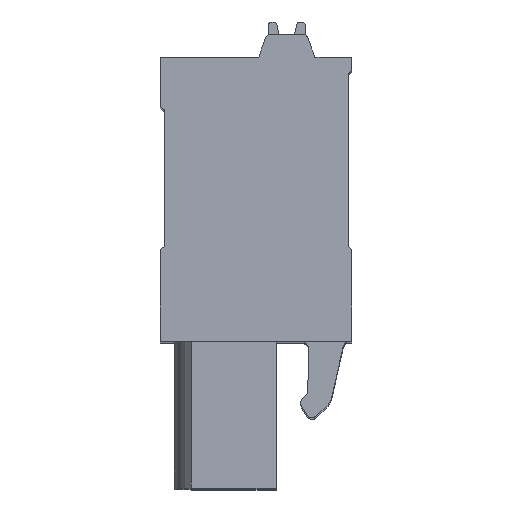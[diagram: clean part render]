
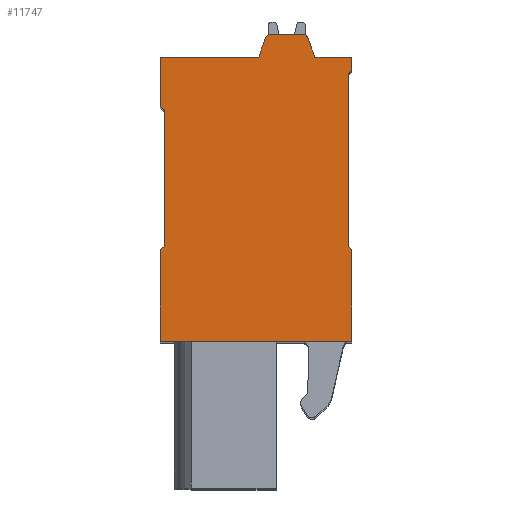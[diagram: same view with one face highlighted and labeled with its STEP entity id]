
A CAD part, top view. The second image highlights one B-rep face of the part: STEP entity #11747.
In plain terms, the highlighted planar face has unit normal (0, 0, 1).
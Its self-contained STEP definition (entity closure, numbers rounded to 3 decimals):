
#79=DIRECTION('',(1.,0.,0.));
#80=VECTOR('',#79,10.9);
#81=CARTESIAN_POINT('',(2.897,12.335,2.5));
#82=LINE('',#81,#80);
#1538=DIRECTION('',(0.,-1.,0.));
#1539=VECTOR('',#1538,5.2);
#1540=CARTESIAN_POINT('',(2.897,17.535,2.5));
#1541=LINE('',#1540,#1539);
#1542=DIRECTION('',(-0.781,-0.625,0.));
#1543=VECTOR('',#1542,0.32);
#1544=CARTESIAN_POINT('',(3.147,17.735,2.5));
#1545=LINE('',#1544,#1543);
#1546=DIRECTION('',(0.,-1.,0.));
#1547=VECTOR('',#1546,7.75);
#1548=CARTESIAN_POINT('',(3.147,25.485,2.5));
#1549=LINE('',#1548,#1547);
#1550=DIRECTION('',(0.781,-0.625,0.));
#1551=VECTOR('',#1550,0.32);
#1552=CARTESIAN_POINT('',(2.897,25.685,2.5));
#1553=LINE('',#1552,#1551);
#1554=DIRECTION('',(0.,-1.,0.));
#1555=VECTOR('',#1554,2.8);
#1556=CARTESIAN_POINT('',(2.897,28.485,2.5));
#1557=LINE('',#1556,#1555);
#1558=DIRECTION('',(-1.,0.,0.));
#1559=VECTOR('',#1558,5.6);
#1560=CARTESIAN_POINT('',(8.497,28.485,2.5));
#1561=LINE('',#1560,#1559);
#1562=DIRECTION('',(-0.342,-0.94,0.));
#1563=VECTOR('',#1562,1.173);
#1564=CARTESIAN_POINT('',(8.899,29.588,2.5));
#1565=LINE('',#1564,#1563);
#1566=CARTESIAN_POINT('',(9.181,29.485,2.5));
#1567=DIRECTION('',(0.,0.,1.));
#1568=DIRECTION('',(0.,1.,0.));
#1569=AXIS2_PLACEMENT_3D('',#1566,#1567,#1568);
#1571=DIRECTION('',(-1.,0.,0.));
#1572=VECTOR('',#1571,1.834);
#1573=CARTESIAN_POINT('',(11.014,29.785,2.5));
#1574=LINE('',#1573,#1572);
#1575=CARTESIAN_POINT('',(11.014,29.485,2.5));
#1576=DIRECTION('',(0.,0.,1.));
#1577=DIRECTION('',(0.94,0.342,0.));
#1578=AXIS2_PLACEMENT_3D('',#1575,#1576,#1577);
#1580=DIRECTION('',(-0.342,0.94,0.));
#1581=VECTOR('',#1580,1.173);
#1582=CARTESIAN_POINT('',(11.697,28.485,2.5));
#1583=LINE('',#1582,#1581);
#1584=DIRECTION('',(-1.,0.,0.));
#1585=VECTOR('',#1584,2.1);
#1586=CARTESIAN_POINT('',(13.797,28.485,2.5));
#1587=LINE('',#1586,#1585);
#1588=DIRECTION('',(0.,1.,0.));
#1589=VECTOR('',#1588,0.75);
#1590=CARTESIAN_POINT('',(13.797,27.735,2.5));
#1591=LINE('',#1590,#1589);
#1592=DIRECTION('',(0.707,0.707,0.));
#1593=VECTOR('',#1592,0.283);
#1594=CARTESIAN_POINT('',(13.597,27.535,2.5));
#1595=LINE('',#1594,#1593);
#1596=DIRECTION('',(0.,1.,0.));
#1597=VECTOR('',#1596,9.8);
#1598=CARTESIAN_POINT('',(13.597,17.735,2.5));
#1599=LINE('',#1598,#1597);
#1600=DIRECTION('',(-0.707,0.707,0.));
#1601=VECTOR('',#1600,0.283);
#1602=CARTESIAN_POINT('',(13.797,17.535,2.5));
#1603=LINE('',#1602,#1601);
#1604=DIRECTION('',(0.,1.,0.));
#1605=VECTOR('',#1604,5.2);
#1606=CARTESIAN_POINT('',(13.797,12.335,2.5));
#1607=LINE('',#1606,#1605);
#8115=CARTESIAN_POINT('',(2.897,28.485,2.5));
#8116=CARTESIAN_POINT('',(2.897,25.685,2.5));
#8117=VERTEX_POINT('',#8115);
#8118=VERTEX_POINT('',#8116);
#8119=CARTESIAN_POINT('',(3.147,25.485,2.5));
#8120=VERTEX_POINT('',#8119);
#8121=CARTESIAN_POINT('',(3.147,17.735,2.5));
#8122=VERTEX_POINT('',#8121);
#8123=CARTESIAN_POINT('',(2.897,17.535,2.5));
#8124=VERTEX_POINT('',#8123);
#8125=CARTESIAN_POINT('',(2.897,12.335,2.5));
#8126=VERTEX_POINT('',#8125);
#8127=CARTESIAN_POINT('',(13.797,12.335,2.5));
#8128=CARTESIAN_POINT('',(13.797,17.535,2.5));
#8129=VERTEX_POINT('',#8127);
#8130=VERTEX_POINT('',#8128);
#8131=CARTESIAN_POINT('',(13.597,17.735,2.5));
#8132=VERTEX_POINT('',#8131);
#8133=CARTESIAN_POINT('',(13.597,27.535,2.5));
#8134=VERTEX_POINT('',#8133);
#8135=CARTESIAN_POINT('',(13.797,27.735,2.5));
#8136=VERTEX_POINT('',#8135);
#8137=CARTESIAN_POINT('',(13.797,28.485,2.5));
#8138=VERTEX_POINT('',#8137);
#8139=CARTESIAN_POINT('',(11.697,28.485,2.5));
#8140=VERTEX_POINT('',#8139);
#8141=CARTESIAN_POINT('',(11.296,29.588,2.5));
#8142=VERTEX_POINT('',#8141);
#8143=CARTESIAN_POINT('',(11.014,29.785,2.5));
#8144=VERTEX_POINT('',#8143);
#8145=CARTESIAN_POINT('',(9.181,29.785,2.5));
#8146=VERTEX_POINT('',#8145);
#8147=CARTESIAN_POINT('',(8.899,29.588,2.5));
#8148=VERTEX_POINT('',#8147);
#8149=CARTESIAN_POINT('',(8.497,28.485,2.5));
#8150=VERTEX_POINT('',#8149);
#11714=CARTESIAN_POINT('',(0.,0.,2.5));
#11715=DIRECTION('',(0.,0.,1.));
#11716=DIRECTION('',(1.,0.,0.));
#11717=AXIS2_PLACEMENT_3D('',#11714,#11715,#11716);
#11718=PLANE('',#11717);
#11719=ORIENTED_EDGE('',*,*,#10563,.F.);
#11720=ORIENTED_EDGE('',*,*,#10704,.F.);
#11721=ORIENTED_EDGE('',*,*,#10718,.F.);
#11722=ORIENTED_EDGE('',*,*,#10732,.F.);
#11723=ORIENTED_EDGE('',*,*,#10746,.F.);
#11724=ORIENTED_EDGE('',*,*,#10760,.F.);
#11725=ORIENTED_EDGE('',*,*,#10788,.F.);
#11727=ORIENTED_EDGE('',*,*,#11726,.F.);
#11729=ORIENTED_EDGE('',*,*,#11728,.F.);
#11731=ORIENTED_EDGE('',*,*,#11730,.F.);
#11732=ORIENTED_EDGE('',*,*,#11513,.F.);
#11733=ORIENTED_EDGE('',*,*,#11287,.F.);
#11734=ORIENTED_EDGE('',*,*,#10780,.F.);
#11736=ORIENTED_EDGE('',*,*,#11735,.F.);
#11738=ORIENTED_EDGE('',*,*,#11737,.F.);
#11740=ORIENTED_EDGE('',*,*,#11739,.F.);
#11742=ORIENTED_EDGE('',*,*,#11741,.F.);
#11744=ORIENTED_EDGE('',*,*,#11743,.F.);
#11745=EDGE_LOOP('',(#11719,#11720,#11721,#11722,#11723,#11724,#11725,#11727,
#11729,#11731,#11732,#11733,#11734,#11736,#11738,#11740,#11742,#11744));
#11746=FACE_OUTER_BOUND('',#11745,.F.);
#11747=ADVANCED_FACE('',(#11746),#11718,.T.);
#1570=CIRCLE('',#1569,0.3);
#1579=CIRCLE('',#1578,0.3);
#10563=EDGE_CURVE('',#8126,#8129,#82,.T.);
#10704=EDGE_CURVE('',#8124,#8126,#1541,.T.);
#10718=EDGE_CURVE('',#8122,#8124,#1545,.T.);
#10732=EDGE_CURVE('',#8120,#8122,#1549,.T.);
#10746=EDGE_CURVE('',#8118,#8120,#1553,.T.);
#10760=EDGE_CURVE('',#8117,#8118,#1557,.T.);
#10780=EDGE_CURVE('',#8138,#8140,#1587,.T.);
#10788=EDGE_CURVE('',#8150,#8117,#1561,.T.);
#11287=EDGE_CURVE('',#8140,#8142,#1583,.T.);
#11513=EDGE_CURVE('',#8142,#8144,#1579,.T.);
#11726=EDGE_CURVE('',#8148,#8150,#1565,.T.);
#11728=EDGE_CURVE('',#8146,#8148,#1570,.T.);
#11730=EDGE_CURVE('',#8144,#8146,#1574,.T.);
#11735=EDGE_CURVE('',#8136,#8138,#1591,.T.);
#11737=EDGE_CURVE('',#8134,#8136,#1595,.T.);
#11739=EDGE_CURVE('',#8132,#8134,#1599,.T.);
#11741=EDGE_CURVE('',#8130,#8132,#1603,.T.);
#11743=EDGE_CURVE('',#8129,#8130,#1607,.T.);
